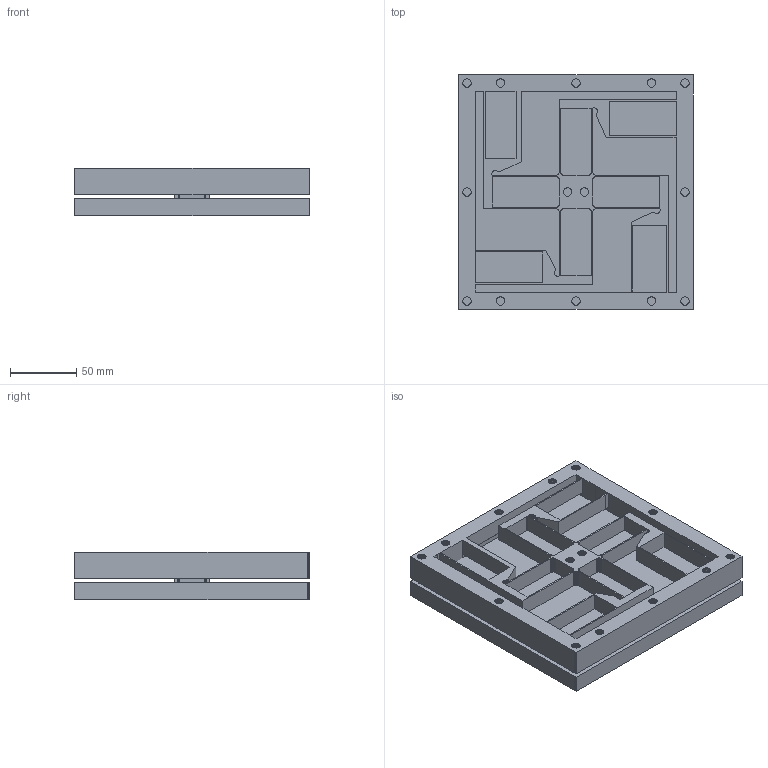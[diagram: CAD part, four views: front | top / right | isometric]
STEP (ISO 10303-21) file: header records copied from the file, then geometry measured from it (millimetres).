
FILE_DESCRIPTION(/* description */ (''),/* implementation_level */ '2;1');
FILE_NAME(/* name */ 'test in siriys xy.step',/* time_stamp */ '2024-05-04T12:31:26+10:00',/* author */ (''),/* organization */ (''),/* preprocessor_version */ 'ST-DEVELOPER v20',/* originating_system */ 'Autodesk Translation Framework v12.20.1.177',/* authorisation */ '');
FILE_SCHEMA (('AUTOMOTIVE_DESIGN { 1 0 10303 214 3 1 1 }'));
Length unit declared in the file: millimetre
Products named in the file (1): test in  siriys xy
Bounding box: 177.8 x 177.8 x 36 mm (x, y, z)
Volume: 421314.3 mm3; surface area: 197186.5 mm2
Topology: 1 solids, 1 shells, 1703 faces, 5083 edges, 3388 vertices
Faces by surface type: plane 1703
Entity records: 56182 total; most frequent: CARTESIAN_POINT 10175, ORIENTED_EDGE 10166, DIRECTION 8491, LINE 5083, VECTOR 5083, EDGE_CURVE 5083, VERTEX_POINT 3388, EDGE_LOOP 1783
